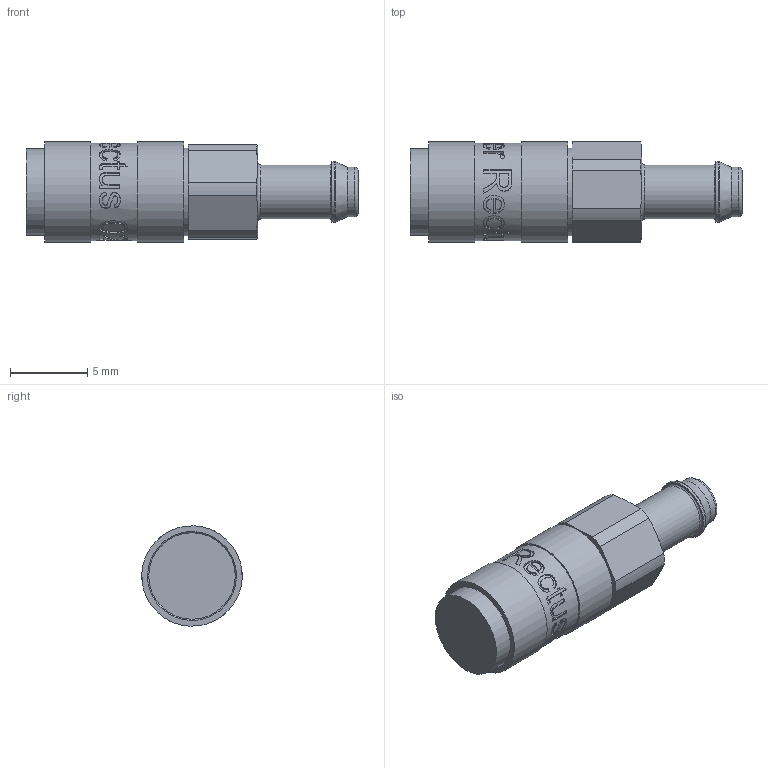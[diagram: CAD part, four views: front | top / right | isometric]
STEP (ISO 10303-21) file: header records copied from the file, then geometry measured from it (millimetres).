
FILE_DESCRIPTION(/* description */ (''),/* implementation_level */ '2;1');
FILE_NAME(/* name */ '02katf03mpn.stp',/* time_stamp */ '2017-04-03T13:49:00+02:00',/* author */ ('IA176480'),/* organization */ (''),/* preprocessor_version */ 'ST-DEVELOPER v16.1',/* originating_system */ 'Autodesk Inventor 2016',/* authorisation */ '');
FILE_SCHEMA (('AUTOMOTIVE_DESIGN { 1 0 10303 214 3 1 1 }'));
Products named in the file (1): 02KATF03MPN
Bounding box: 21.5 x 6.5 x 6.49 mm (x, y, z)
Volume: 470.8 mm3; surface area: 855.2 mm2
Topology: 2 solids, 4 shells, 267 faces, 688 edges, 453 vertices
Faces by surface type: bspline 110, plane 88, cylinder 47, cone 18, torus 4
Full cylindrical faces by diameter (mm): 3.2 x1, 3.5 x1, 3.908 x1, 3.95 x1, 4.25 x1, 4.4 x1, 5 x3, 5.15 x2, 5.6 x1, 5.7 x1, 5.75 x1, 5.8 x1, 6.3 x1, 6.5 x2
Entity records: 36011 total; most frequent: CARTESIAN_POINT 30243, ORIENTED_EDGE 1288, DIRECTION 757, EDGE_CURVE 644, VERTEX_POINT 444, EDGE_LOOP 332, B_SPLINE_CURVE_WITH_KNOTS 292, FACE_OUTER_BOUND 267
